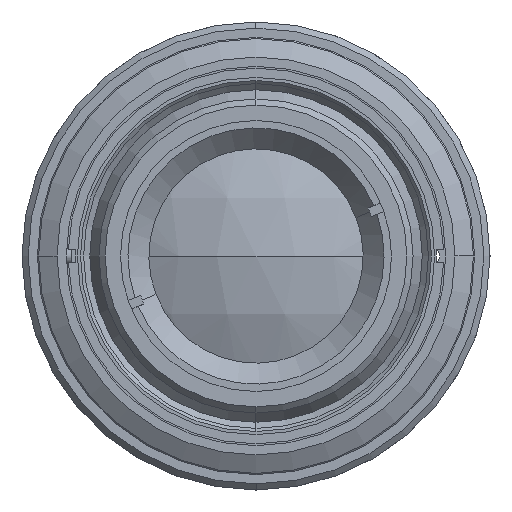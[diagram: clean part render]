
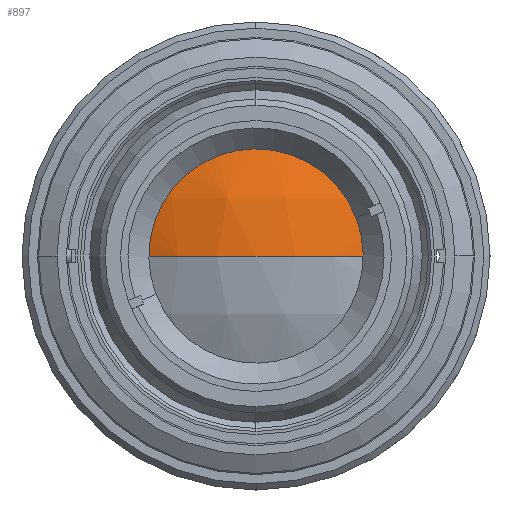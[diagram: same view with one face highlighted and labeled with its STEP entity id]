
A CAD part, left-side view. The second image highlights one B-rep face of the part: STEP entity #897.
In plain terms, the highlighted spherical face has radius 42.95 mm.
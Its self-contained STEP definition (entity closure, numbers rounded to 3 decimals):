
#80 = EDGE_CURVE ( 'NONE', #611, #3594, #4200, .T. ) ;
#185 = AXIS2_PLACEMENT_3D ( 'NONE', #771, #3347, #1143 ) ;
#311 = AXIS2_PLACEMENT_3D ( 'NONE', #4774, #2563, #351 ) ;
#351 = DIRECTION ( 'NONE',  ( 0., 0., -1. ) ) ;
#402 = CARTESIAN_POINT ( 'NONE',  ( -240.49, 0., 0. ) ) ;
#453 = ORIENTED_EDGE ( 'NONE', *, *, #1500, .F. ) ;
#475 = DIRECTION ( 'NONE',  ( 0., 1., 0. ) ) ;
#611 = VERTEX_POINT ( 'NONE', #402 ) ;
#771 = CARTESIAN_POINT ( 'NONE',  ( -197.54, 0., 0. ) ) ;
#897 = ADVANCED_FACE ( 'NONE', ( #3760 ), #3411, .T. ) ;
#1083 = DIRECTION ( 'NONE',  ( 0., 0., 1. ) ) ;
#1143 = DIRECTION ( 'NONE',  ( -1., 0., 0. ) ) ;
#1500 = EDGE_CURVE ( 'NONE', #3076, #3594, #2315, .T. ) ;
#1529 = AXIS2_PLACEMENT_3D ( 'NONE', #3291, #1083, #3673 ) ;
#1902 = ORIENTED_EDGE ( 'NONE', *, *, #3969, .F. ) ;
#2315 = CIRCLE ( 'NONE', #311, 18.5 ) ;
#2450 = CIRCLE ( 'NONE', #185, 42.95 ) ;
#2563 = DIRECTION ( 'NONE',  ( 1., 0., 0. ) ) ;
#2679 = DIRECTION ( 'NONE',  ( 0., 0., 1. ) ) ;
#3058 = CARTESIAN_POINT ( 'NONE',  ( -236.301, 18.5, 0. ) ) ;
#3076 = VERTEX_POINT ( 'NONE', #3058 ) ;
#3291 = CARTESIAN_POINT ( 'NONE',  ( -197.54, 0., 0. ) ) ;
#3347 = DIRECTION ( 'NONE',  ( 0., 0., -1. ) ) ;
#3395 = EDGE_LOOP ( 'NONE', ( #1902, #4419, #453 ) ) ;
#3411 = SPHERICAL_SURFACE ( 'NONE', #4486, 42.95 ) ;
#3594 = VERTEX_POINT ( 'NONE', #4319 ) ;
#3673 = DIRECTION ( 'NONE',  ( 0., -1., 0. ) ) ;
#3760 = FACE_OUTER_BOUND ( 'NONE', #3395, .T. ) ;
#3771 = CARTESIAN_POINT ( 'NONE',  ( -197.54, 0., 0. ) ) ;
#3969 = EDGE_CURVE ( 'NONE', #611, #3076, #2450, .T. ) ;
#4200 = CIRCLE ( 'NONE', #1529, 42.95 ) ;
#4319 = CARTESIAN_POINT ( 'NONE',  ( -236.301, -18.5, 0. ) ) ;
#4419 = ORIENTED_EDGE ( 'NONE', *, *, #80, .T. ) ;
#4486 = AXIS2_PLACEMENT_3D ( 'NONE', #3771, #2679, #475 ) ;
#4774 = CARTESIAN_POINT ( 'NONE',  ( -236.301, 0., 0. ) ) ;
